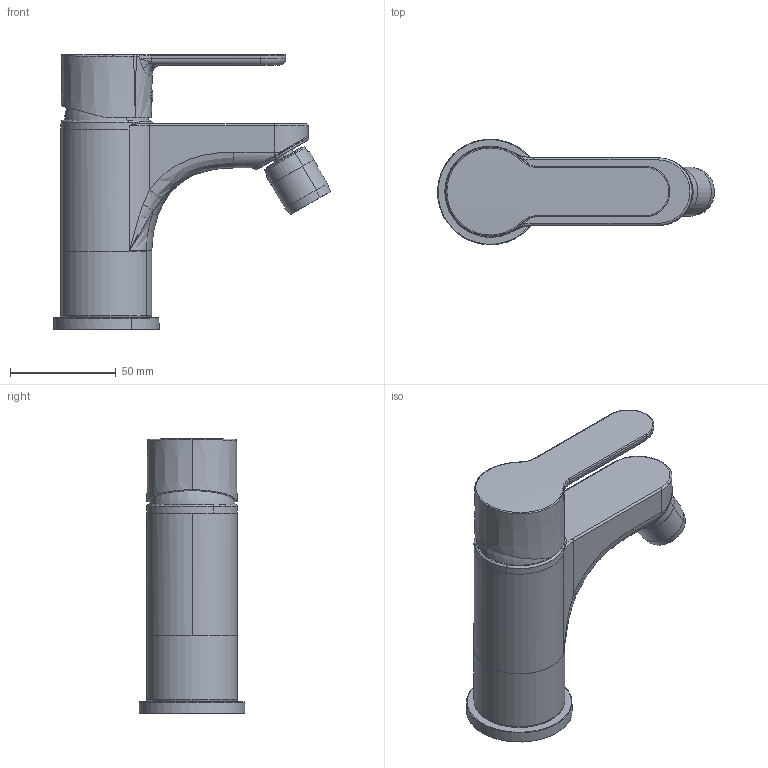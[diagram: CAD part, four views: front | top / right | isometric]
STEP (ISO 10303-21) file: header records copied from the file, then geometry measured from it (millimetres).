
FILE_DESCRIPTION(('CATIA V5 STEP Exchange','CAx-IF Rec.Pracs.--- Model Styling and Organization---1.5--- 2016-08-15','CAx-IF Rec.Pracs.---Supplemental Geometry---1.0---2011-11-01','CAx-IF Rec.Pracs.--- Composite Materials ---3.4---2017-06-13','CAx-IF Rec.Pracs.---Tessellated 3D Geometry---1.0---2015-12-17'),'2;1');
FILE_NAME('C2 000560.stp','2022-04-06T08:00:01+00:00',('none'),('none'),'CATIA Version 5-6 Release 2020 SP2','CATIA V5 STEP AP242 v2','none');
FILE_SCHEMA(('AP242_MANAGED_MODEL_BASED_3D_ENGINEERING_MIM_LF {1 0 10303 442 1 1 4}'));
Length unit declared in the file: millimetre
Products named in the file (1): Product1_AllCATPart
Bounding box: 131.12 x 49.99 x 130.18 mm (x, y, z)
Volume: 158253.6 mm3; surface area: 86206.5 mm2
Topology: 17 solids, 17 shells, 852 faces, 2158 edges, 1339 vertices
Faces by surface type: cylinder 266, plane 215, bspline 141, torus 119, cone 80, sphere 17, revolution 8, extrusion 6
Entity records: 36132 total; most frequent: CARTESIAN_POINT 17927, ORIENTED_EDGE 4238, DIRECTION 2514, EDGE_CURVE 2119, AXIS2_PLACEMENT_3D 1345, VERTEX_POINT 1335, EDGE_LOOP 920, CIRCLE 855
